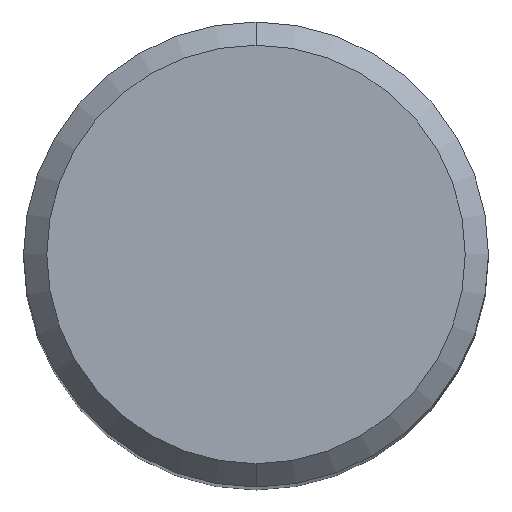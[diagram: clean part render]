
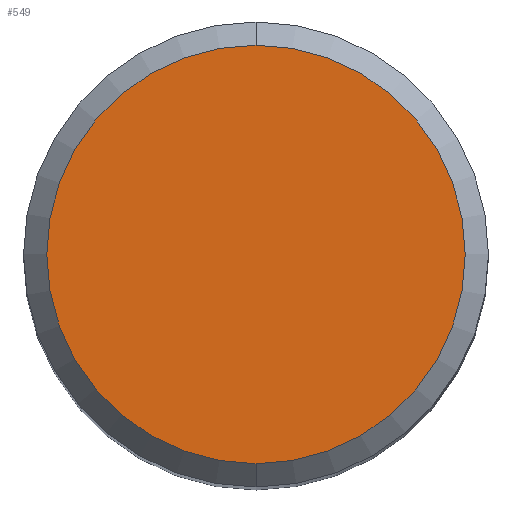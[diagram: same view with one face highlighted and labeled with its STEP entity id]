
A CAD part, top view. The second image highlights one B-rep face of the part: STEP entity #549.
In plain terms, the highlighted planar face has unit normal (0, 0, 1).
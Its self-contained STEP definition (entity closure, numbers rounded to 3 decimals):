
#549=ADVANCED_FACE('',(#1203),#1204,.T.);
#599=VERTEX_POINT('',#1258);
#781=EDGE_CURVE('',#599,#893,#1456,.T.);
#877=EDGE_CURVE('',#893,#599,#1560,.T.);
#893=VERTEX_POINT('',#1577);
#1203=FACE_OUTER_BOUND('',#3653,.T.);
#1204=PLANE('',#3654);
#1258=CARTESIAN_POINT('',(0.,-5.4,0.0));
#1456=CIRCLE('',#5317,5.4);
#1560=CIRCLE('',#5668,5.4);
#1577=CARTESIAN_POINT('',(0.0,5.4,0.0));
#3653=EDGE_LOOP('',(#7900,#7901));
#3654=AXIS2_PLACEMENT_3D('',#7902,#7903,#7904);
#5317=AXIS2_PLACEMENT_3D('',#8165,#8166,#8167);
#5668=AXIS2_PLACEMENT_3D('',#8289,#8290,#8291);
#7900=ORIENTED_EDGE('',*,*,#877,.F.);
#7901=ORIENTED_EDGE('',*,*,#781,.F.);
#7902=CARTESIAN_POINT('',(0.0,2.7,0.0));
#7903=DIRECTION('',(-0.0,0.0,1.0));
#7904=DIRECTION('',(0.0,-1.0,0.0));
#8165=CARTESIAN_POINT('',(0.0,0.0,0.0));
#8166=DIRECTION('',(0.0,0.0,-1.0));
#8167=DIRECTION('',(0.0,1.0,0.0));
#8289=CARTESIAN_POINT('',(0.0,0.0,0.0));
#8290=DIRECTION('',(0.0,0.0,-1.0));
#8291=DIRECTION('',(0.0,1.0,0.0));
